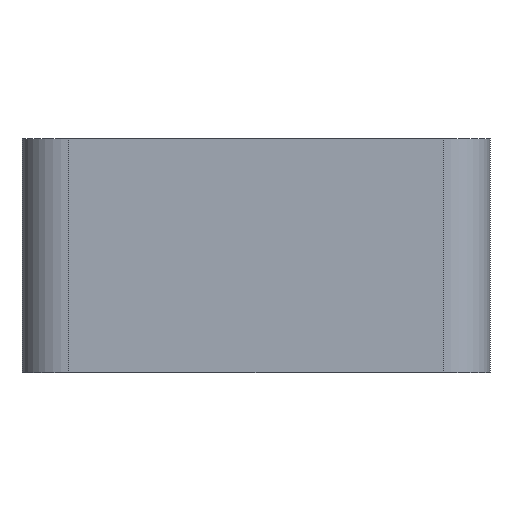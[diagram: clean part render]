
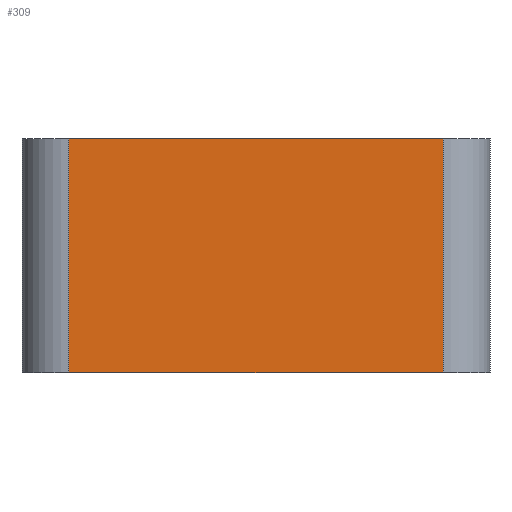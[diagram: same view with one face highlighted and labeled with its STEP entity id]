
A CAD part, front view. The second image highlights one B-rep face of the part: STEP entity #309.
In plain terms, the highlighted planar face has unit normal (0, -1, 0).
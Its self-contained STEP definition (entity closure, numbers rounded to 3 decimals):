
#24=PLANE('',#344);
#34=FACE_OUTER_BOUND('',#53,.T.);
#53=EDGE_LOOP('',(#218,#219,#220,#221));
#81=LINE('',#491,#103);
#82=LINE('',#494,#104);
#83=LINE('',#496,#105);
#84=LINE('',#497,#106);
#103=VECTOR('',#389,10.);
#104=VECTOR('',#392,10.);
#105=VECTOR('',#393,10.);
#106=VECTOR('',#394,10.);
#144=VERTEX_POINT('',#484);
#147=VERTEX_POINT('',#489);
#148=VERTEX_POINT('',#493);
#149=VERTEX_POINT('',#495);
#175=EDGE_CURVE('',#147,#144,#81,.T.);
#176=EDGE_CURVE('',#147,#148,#82,.T.);
#177=EDGE_CURVE('',#149,#148,#83,.T.);
#178=EDGE_CURVE('',#144,#149,#84,.T.);
#218=ORIENTED_EDGE('',*,*,#175,.F.);
#219=ORIENTED_EDGE('',*,*,#176,.T.);
#220=ORIENTED_EDGE('',*,*,#177,.F.);
#221=ORIENTED_EDGE('',*,*,#178,.F.);
#309=ADVANCED_FACE('',(#34),#24,.T.);
#344=AXIS2_PLACEMENT_3D('',#492,#390,#391);
#389=DIRECTION('',(0.,0.,1.));
#390=DIRECTION('center_axis',(0.,-1.,0.));
#391=DIRECTION('ref_axis',(1.,0.,0.));
#392=DIRECTION('',(1.,0.,0.));
#393=DIRECTION('',(0.,0.,-1.));
#394=DIRECTION('',(1.,0.,0.));
#484=CARTESIAN_POINT('',(1.,0.,5.));
#489=CARTESIAN_POINT('',(1.,0.,0.));
#491=CARTESIAN_POINT('',(1.,0.,0.));
#492=CARTESIAN_POINT('Origin',(0.,0.,0.));
#493=CARTESIAN_POINT('',(9.,0.,0.));
#494=CARTESIAN_POINT('',(0.,0.,0.));
#495=CARTESIAN_POINT('',(9.,0.,5.));
#496=CARTESIAN_POINT('',(9.,0.,0.));
#497=CARTESIAN_POINT('',(0.,0.,5.));
